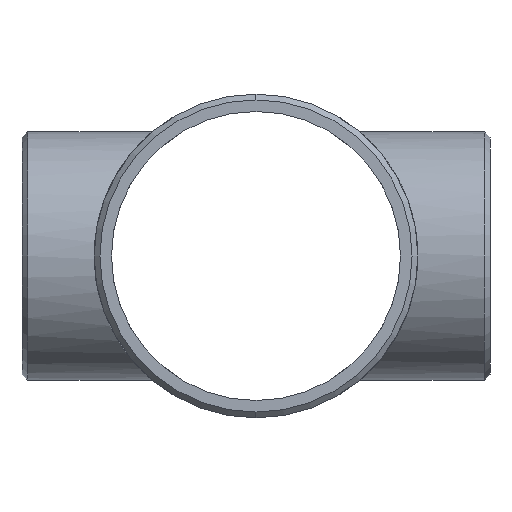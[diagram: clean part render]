
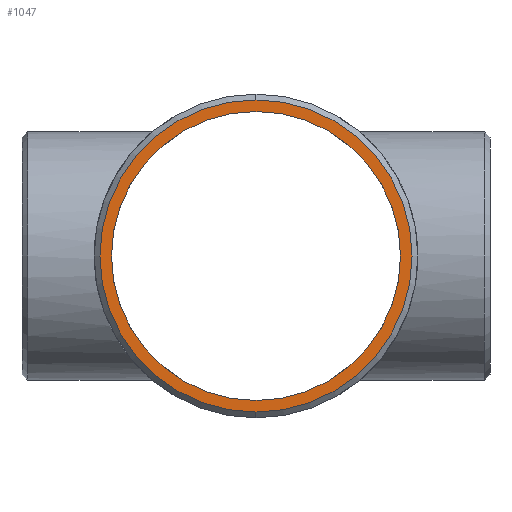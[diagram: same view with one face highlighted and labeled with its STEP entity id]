
A CAD part, left-side view. The second image highlights one B-rep face of the part: STEP entity #1047.
In plain terms, the highlighted planar face has unit normal (-1, 0, 0).
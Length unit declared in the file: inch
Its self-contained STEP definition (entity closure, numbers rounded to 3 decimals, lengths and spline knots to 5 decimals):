
#36 = DIRECTION ( 'NONE',  ( -1., 0., 0. ) ) ;
#101 = EDGE_LOOP ( 'NONE', ( #465, #115 ) ) ;
#111 = DIRECTION ( 'NONE',  ( 1., 0., 0. ) ) ;
#115 = ORIENTED_EDGE ( 'NONE', *, *, #1340, .T. ) ;
#136 = AXIS2_PLACEMENT_3D ( 'NONE', #623, #36, #1473 ) ;
#249 = ORIENTED_EDGE ( 'NONE', *, *, #440, .T. ) ;
#258 = DIRECTION ( 'NONE',  ( 1., 0., 0. ) ) ;
#261 = CARTESIAN_POINT ( 'NONE',  ( -11., 0., 6.75 ) ) ;
#325 = DIRECTION ( 'NONE',  ( -1., 0., 0. ) ) ;
#417 = VERTEX_POINT ( 'NONE', #1320 ) ;
#440 = EDGE_CURVE ( 'NONE', #842, #454, #1474, .T. ) ;
#454 = VERTEX_POINT ( 'NONE', #712 ) ;
#465 = ORIENTED_EDGE ( 'NONE', *, *, #1436, .T. ) ;
#479 = EDGE_LOOP ( 'NONE', ( #506, #249 ) ) ;
#480 = DIRECTION ( 'NONE',  ( 0., 0., 1. ) ) ;
#491 = DIRECTION ( 'NONE',  ( 0., 0., 1. ) ) ;
#497 = CARTESIAN_POINT ( 'NONE',  ( -11., 0., -6.25 ) ) ;
#506 = ORIENTED_EDGE ( 'NONE', *, *, #1318, .T. ) ;
#516 = CIRCLE ( 'NONE', #1040, 6.75 ) ;
#581 = VERTEX_POINT ( 'NONE', #497 ) ;
#591 = AXIS2_PLACEMENT_3D ( 'NONE', #717, #1203, #491 ) ;
#623 = CARTESIAN_POINT ( 'NONE',  ( -11., 0., 0. ) ) ;
#712 = CARTESIAN_POINT ( 'NONE',  ( -11., 0., -6.75 ) ) ;
#717 = CARTESIAN_POINT ( 'NONE',  ( -11., 0., 0. ) ) ;
#798 = DIRECTION ( 'NONE',  ( 0., 0., 1. ) ) ;
#842 = VERTEX_POINT ( 'NONE', #261 ) ;
#1040 = AXIS2_PLACEMENT_3D ( 'NONE', #1426, #325, #480 ) ;
#1047 = ADVANCED_FACE ( 'NONE', ( #1455, #1118 ), #1109, .T. ) ;
#1085 = CIRCLE ( 'NONE', #1307, 6.25 ) ;
#1109 = PLANE ( 'NONE',  #136 ) ;
#1118 = FACE_BOUND ( 'NONE', #101, .T. ) ;
#1190 = DIRECTION ( 'NONE',  ( 0., 0., 1. ) ) ;
#1203 = DIRECTION ( 'NONE',  ( -1., 0., 0. ) ) ;
#1216 = AXIS2_PLACEMENT_3D ( 'NONE', #1319, #258, #798 ) ;
#1292 = CARTESIAN_POINT ( 'NONE',  ( -11., 0., 0. ) ) ;
#1307 = AXIS2_PLACEMENT_3D ( 'NONE', #1292, #111, #1190 ) ;
#1318 = EDGE_CURVE ( 'NONE', #454, #842, #516, .T. ) ;
#1319 = CARTESIAN_POINT ( 'NONE',  ( -11., 0., 0. ) ) ;
#1320 = CARTESIAN_POINT ( 'NONE',  ( -11., 0., 6.25 ) ) ;
#1340 = EDGE_CURVE ( 'NONE', #581, #417, #1409, .T. ) ;
#1409 = CIRCLE ( 'NONE', #1216, 6.25 ) ;
#1426 = CARTESIAN_POINT ( 'NONE',  ( -11., 0., 0. ) ) ;
#1436 = EDGE_CURVE ( 'NONE', #417, #581, #1085, .T. ) ;
#1455 = FACE_OUTER_BOUND ( 'NONE', #479, .T. ) ;
#1473 = DIRECTION ( 'NONE',  ( 0., 0., -1. ) ) ;
#1474 = CIRCLE ( 'NONE', #591, 6.75 ) ;
